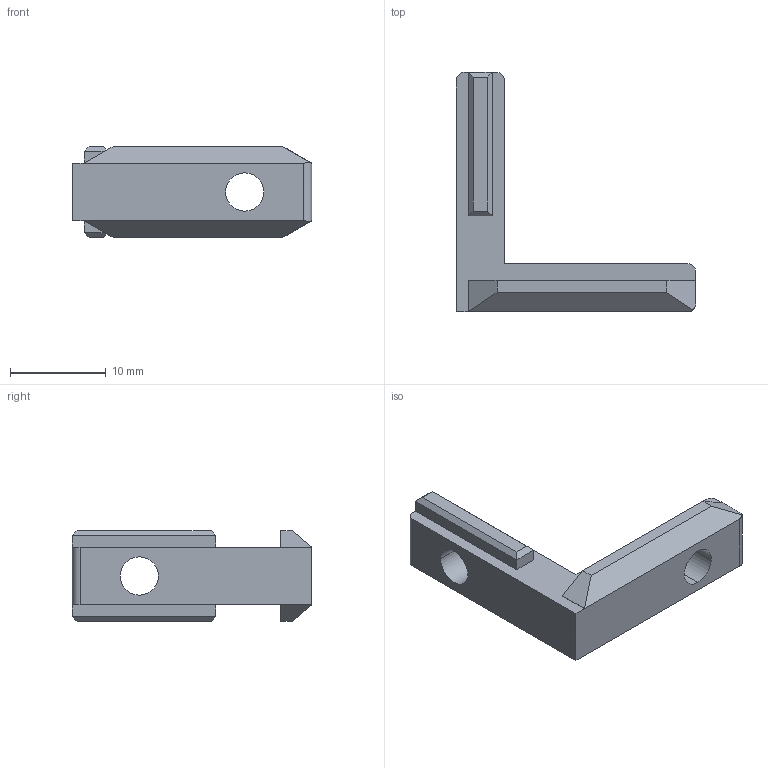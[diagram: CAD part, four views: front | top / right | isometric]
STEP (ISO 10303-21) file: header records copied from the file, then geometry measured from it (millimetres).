
FILE_DESCRIPTION (( 'STEP AP203' ), '1' );
FILE_NAME ('2020_int_L_joint.STEP', '2016-10-30T17:38:08', ( 'Admin' ), ( '' ), 'SwSTEP 2.0', 'SolidWorks 2013', '' );
FILE_SCHEMA (( 'CONFIG_CONTROL_DESIGN' ));
Length unit declared in the file: millimetre
Products named in the file (1): 2020_int_L_joint
Bounding box: 25 x 25 x 9.5 mm (x, y, z)
Volume: 1511.5 mm3; surface area: 1322 mm2
Topology: 1 solids, 1 shells, 44 faces, 118 edges, 76 vertices
Faces by surface type: plane 36, cylinder 8
Entity records: 1437 total; most frequent: CARTESIAN_POINT 251, ORIENTED_EDGE 236, DIRECTION 218, EDGE_CURVE 118, VECTOR 100, LINE 100, VERTEX_POINT 76, AXIS2_PLACEMENT_3D 59
